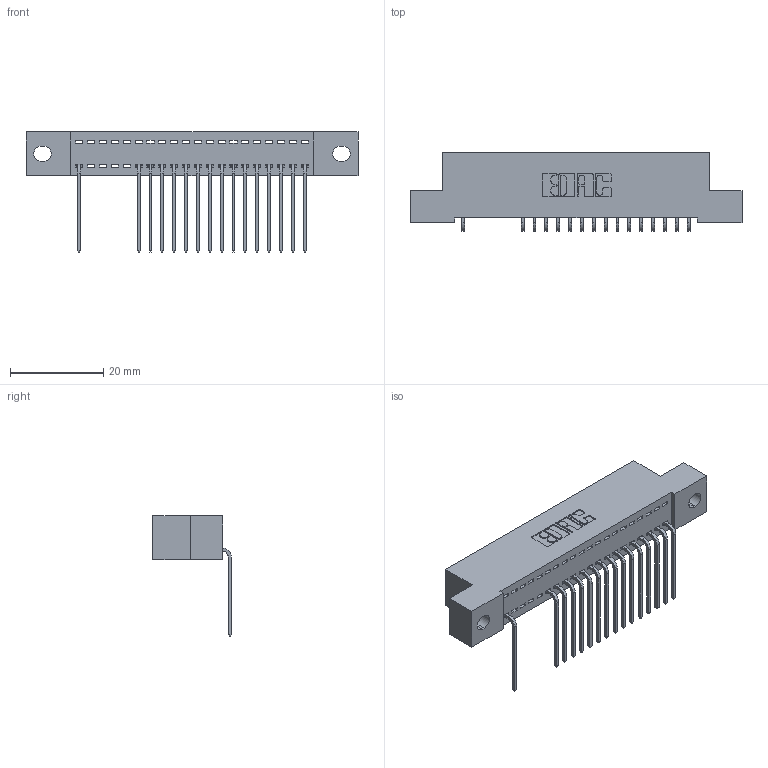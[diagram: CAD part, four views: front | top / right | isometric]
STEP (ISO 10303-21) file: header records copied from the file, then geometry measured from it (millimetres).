
FILE_DESCRIPTION (( 'STEP AP203' ), '1' );
FILE_NAME ('392-020-559-102.STEP', '2018-08-15T07:19:13', ( '' ), ( '' ), 'SwSTEP 2.0', 'SolidWorks 2016', '' );
FILE_SCHEMA (( 'CONFIG_CONTROL_DESIGN' ));
Length unit declared in the file: inch
Products named in the file (3): 342 Part_.128 Slot; 345-292-001_558 559 Tail - 1; 392-020-559-102
Assembly tree (17 placements, depth 2):
  392-020-559-102
    342 Part_.128 Slot
    345-292-001_558 559 Tail - 1  x16
Bounding box: 71.12 x 16.83 x 25.78 mm (x, y, z)
Volume: 6110.2 mm3; surface area: 8387.1 mm2
Topology: 17 solids, 17 shells, 1122 faces, 3391 edges, 2238 vertices
Faces by surface type: plane 822, cylinder 300
Entity records: 15031 total; most frequent: CARTESIAN_POINT 2622, ORIENTED_EDGE 2582, DIRECTION 2251, EDGE_CURVE 1291, LINE 1163, VECTOR 1163, VERTEX_POINT 858, AXIS2_PLACEMENT_3D 544
